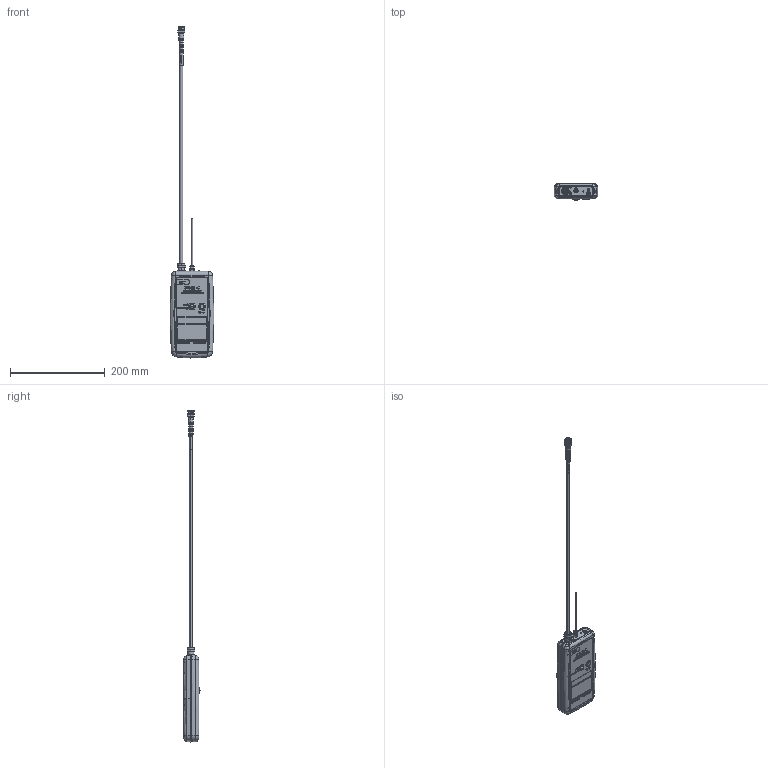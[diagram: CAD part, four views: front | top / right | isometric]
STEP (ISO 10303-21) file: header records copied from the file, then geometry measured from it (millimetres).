
FILE_DESCRIPTION (( 'STEP AP214' ), '1' );
FILE_NAME ('CWTMini50HF ASSY.STEP', '2024-04-13T13:07:32', ( '' ), ( '' ), 'SwSTEP 2.0', 'SolidWorks 2021', '' );
FILE_SCHEMA (( 'AUTOMOTIVE_DESIGN' ));
Length unit declared in the file: millimetre
Products named in the file (15): Cable 2^CWTMini50HF ASSY; Cable 1^CWTMini50HF ASSY; Cable Gland Large; CWT Body; BODY ASSY_Light Grey; 2676_8021_LED; Cable Gland Small; ba018; Strain Relief^CWTMini50HF ASSY; CWTMini50HF ASSY; CWTMini50HF LABEL; LED; PUSH BUTTON; Heat Shrink Ident^CWTMini50HF ASSY; LABEL Light Grey_Light Grey
Assembly tree (14 placements, depth 4):
  CWTMini50HF ASSY
    BODY ASSY_Light Grey
      CWT Body
      2676_8021_LED
        LED
      PUSH BUTTON
      LABEL Light Grey_Light Grey
    Cable Gland Small
    Cable Gland Large
    CWTMini50HF LABEL
    Cable 1^CWTMini50HF ASSY
    Cable 2^CWTMini50HF ASSY
    ba018
    Strain Relief^CWTMini50HF ASSY
    Heat Shrink Ident^CWTMini50HF ASSY
Bounding box: 92.71 x 36.22 x 700.26 mm (x, y, z)
Volume: 29286.5 mm3; surface area: 162799.4 mm2
Topology: 132 solids, 151 shells, 5600 faces, 14924 edges, 9813 vertices
Faces by surface type: plane 3080, bspline 1368, cylinder 839, cone 203, torus 105, sphere 5
Entity records: 307895 total; most frequent: CARTESIAN_POINT 124999, ORIENTED_EDGE 29782, DIRECTION 19126, EDGE_CURVE 14914, VERTEX_POINT 9810, VECTOR 8110, LINE 8110, EDGE_LOOP 5927
